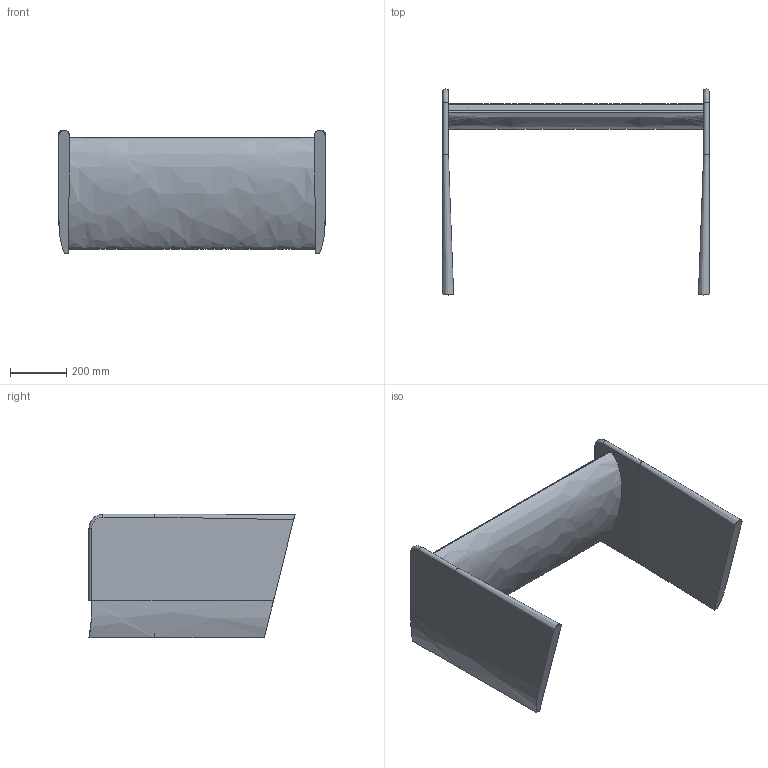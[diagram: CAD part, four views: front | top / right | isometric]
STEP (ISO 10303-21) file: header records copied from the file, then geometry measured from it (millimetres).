
FILE_DESCRIPTION (( 'STEP AP214' ), '1' );
FILE_NAME ('WingRearX.STEP', '2019-01-26T03:57:35', ( 'pattaya2u' ), ( 'Microsoft' ), 'SwSTEP 2.0', 'SolidWorks 2018', '' );
FILE_SCHEMA (( 'AUTOMOTIVE_DESIGN' ));
Length unit declared in the file: millimetre
Products named in the file (1): WingRearX
Bounding box: 950 x 735 x 440 mm (x, y, z)
Surface area: 2025056.4 mm2 (no closed solid volume)
Topology: 0 solids, 1 shells, 24 faces, 60 edges, 38 vertices
Faces by surface type: plane 10, bspline 8, cylinder 4, torus 2
Entity records: 1575 total; most frequent: CARTESIAN_POINT 1038, ORIENTED_EDGE 120, DIRECTION 70, EDGE_CURVE 60, VERTEX_POINT 38, LINE 28, VECTOR 28, EDGE_LOOP 28
